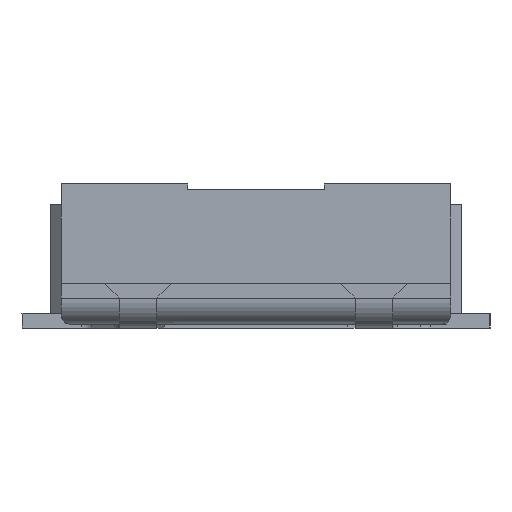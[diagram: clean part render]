
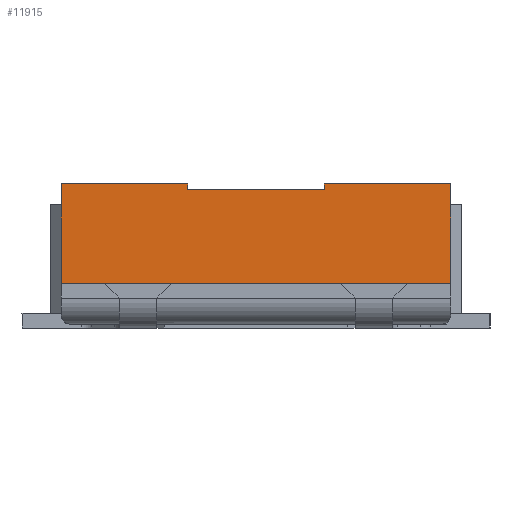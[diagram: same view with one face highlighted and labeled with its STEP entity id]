
A CAD part, left-side view. The second image highlights one B-rep face of the part: STEP entity #11915.
In plain terms, the highlighted planar face has unit normal (-1, 0, 0).
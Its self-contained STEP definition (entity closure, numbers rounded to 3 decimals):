
#1067=FACE_OUTER_BOUND($,#1801,.T.);
#1801=EDGE_LOOP($,(#9110,#9111,#9112,#9113,#9114,#9115,#9116,#9117));
#2858=LINE($,#18706,#4144);
#2862=LINE($,#18733,#4148);
#2863=LINE($,#18735,#4149);
#2864=LINE($,#18737,#4150);
#2865=LINE($,#18739,#4151);
#2866=LINE($,#18741,#4152);
#2867=LINE($,#18743,#4153);
#2868=LINE($,#18744,#4154);
#4144=VECTOR($,#15137,0.53);
#4148=VECTOR($,#15147,2.08);
#4149=VECTOR($,#15148,0.675);
#4150=VECTOR($,#15149,0.03);
#4151=VECTOR($,#15150,0.73);
#4152=VECTOR($,#15151,0.03);
#4153=VECTOR($,#15152,0.675);
#4154=VECTOR($,#15153,0.53);
#5291=VERTEX_POINT($,#18703);
#5292=VERTEX_POINT($,#18705);
#5296=VERTEX_POINT($,#18732);
#5297=VERTEX_POINT($,#18734);
#5298=VERTEX_POINT($,#18736);
#5299=VERTEX_POINT($,#18738);
#5300=VERTEX_POINT($,#18740);
#5301=VERTEX_POINT($,#18742);
#6661=EDGE_CURVE($,#5292,#5291,#2858,.T.);
#6668=EDGE_CURVE($,#5296,#5292,#2862,.T.);
#6669=EDGE_CURVE($,#5297,#5291,#2863,.T.);
#6670=EDGE_CURVE($,#5298,#5297,#2864,.T.);
#6671=EDGE_CURVE($,#5299,#5298,#2865,.T.);
#6672=EDGE_CURVE($,#5299,#5300,#2866,.T.);
#6673=EDGE_CURVE($,#5300,#5301,#2867,.T.);
#6674=EDGE_CURVE($,#5296,#5301,#2868,.T.);
#9110=ORIENTED_EDGE($,*,*,#6668,.T.);
#9111=ORIENTED_EDGE($,*,*,#6661,.T.);
#9112=ORIENTED_EDGE($,*,*,#6669,.F.);
#9113=ORIENTED_EDGE($,*,*,#6670,.F.);
#9114=ORIENTED_EDGE($,*,*,#6671,.F.);
#9115=ORIENTED_EDGE($,*,*,#6672,.T.);
#9116=ORIENTED_EDGE($,*,*,#6673,.T.);
#9117=ORIENTED_EDGE($,*,*,#6674,.F.);
#11311=PLANE($,#12874);
#11915=ADVANCED_FACE($,(#1067),#11311,.T.);
#12874=AXIS2_PLACEMENT_3D($,#18731,#15145,#15146);
#15137=DIRECTION($,(0.,0.,1.));
#15145=DIRECTION('center_axis',(-1.,0.,0.));
#15146=DIRECTION('ref_axis',(0.,-1.,0.));
#15147=DIRECTION($,(0.,-1.,0.));
#15148=DIRECTION($,(0.,-1.,0.));
#15149=DIRECTION($,(0.,0.,1.));
#15150=DIRECTION($,(0.,-1.,0.));
#15151=DIRECTION($,(0.,0.,1.));
#15152=DIRECTION($,(0.,1.,0.));
#15153=DIRECTION($,(0.,0.,1.));
#18703=CARTESIAN_POINT('',(-2.925,-1.04,0.77));
#18705=CARTESIAN_POINT('',(-2.925,-1.04,0.24));
#18706=CARTESIAN_POINT($,(-2.925,-1.04,0.02));
#18731=CARTESIAN_POINT('Origin',(-2.925,0.,0.02));
#18732=CARTESIAN_POINT('',(-2.925,1.04,0.24));
#18733=CARTESIAN_POINT($,(-2.925,0.81,0.24));
#18734=CARTESIAN_POINT('',(-2.925,-0.365,0.77));
#18735=CARTESIAN_POINT($,(-2.925,-1.04,0.77));
#18736=CARTESIAN_POINT('',(-2.925,-0.365,0.74));
#18737=CARTESIAN_POINT($,(-2.925,-0.365,0.77));
#18738=CARTESIAN_POINT('',(-2.925,0.365,0.74));
#18739=CARTESIAN_POINT($,(-2.925,0.,0.74));
#18740=CARTESIAN_POINT('',(-2.925,0.365,0.77));
#18741=CARTESIAN_POINT($,(-2.925,0.365,0.77));
#18742=CARTESIAN_POINT('',(-2.925,1.04,0.77));
#18743=CARTESIAN_POINT($,(-2.925,1.04,0.77));
#18744=CARTESIAN_POINT($,(-2.925,1.04,0.02));
